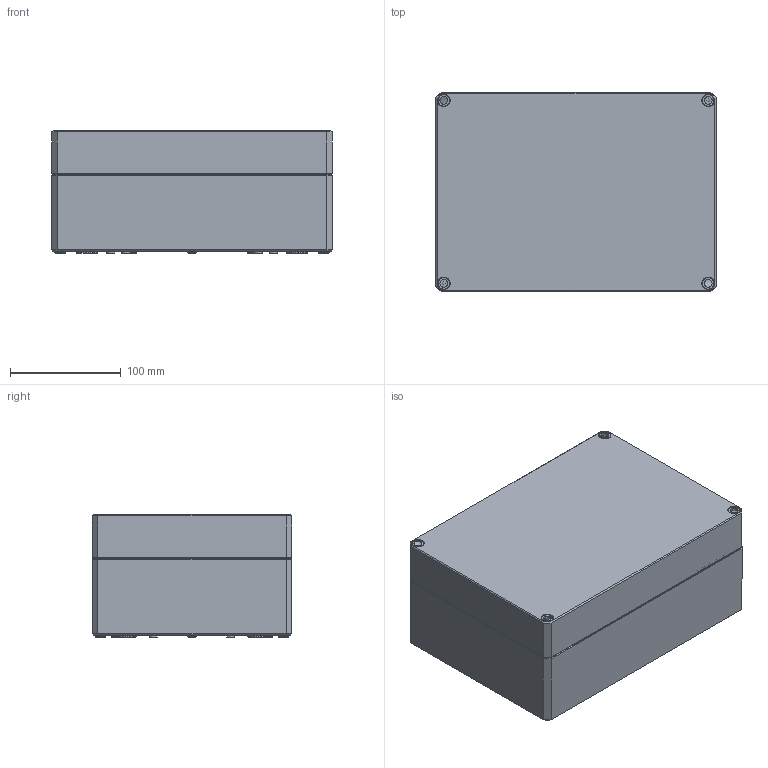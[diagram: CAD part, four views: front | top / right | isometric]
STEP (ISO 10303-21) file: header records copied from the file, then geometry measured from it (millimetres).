
FILE_DESCRIPTION(/* description */ (''),/* implementation_level */ '2;1');
FILE_NAME(/* name */ '0903105810 MBI 251811 OK.stp',/* time_stamp */ '2020-12-16T08:18:59+01:00',/* author */ ('alexander.rose'),/* organization */ (''),/* preprocessor_version */ 'ST-DEVELOPER v17.2',/* originating_system */ 'Autodesk Inventor 2019',/* authorisation */ '');
FILE_SCHEMA (('AUTOMOTIVE_DESIGN { 1 0 10303 214 3 1 1 }'));
Products named in the file (5): 0903105810 MBI 251811 H OK; 0901105892-UT_251872 - Index04; 0903105811-OT_251839 Klar; Schraube _ M10 x 58 _ MBTK -; Dichtung_2518xx
Assembly tree (7 placements, depth 2):
  0903105810 MBI 251811 H OK
    0901105892-UT_251872 - Index04
    0903105811-OT_251839 Klar
    Schraube _ M10 x 58 _ MBTK -  x4
    Dichtung_2518xx
Bounding box: 254 x 180.5 x 110.7 mm (x, y, z)
Volume: 637961.8 mm3; surface area: 402190.5 mm2
Topology: 7 solids, 7 shells, 2731 faces, 6660 edges, 4160 vertices
Faces by surface type: plane 1192, bspline 530, cylinder 410, torus 356, cone 227, sphere 16
Full cylindrical faces by diameter (mm): 4.5 x4, 5 x4, 5.8 x8, 6 x1, 7 x4, 8.376 x4, 10 x1, 10.5 x4
Entity records: 78001 total; most frequent: CARTESIAN_POINT 23171, ORIENTED_EDGE 11830, DIRECTION 10381, EDGE_CURVE 5915, VERTEX_POINT 3671, AXIS2_PLACEMENT_3D 3653, LINE 3075, VECTOR 3075
